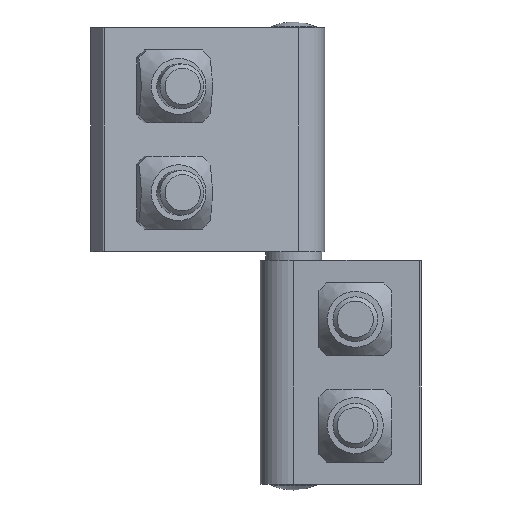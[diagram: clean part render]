
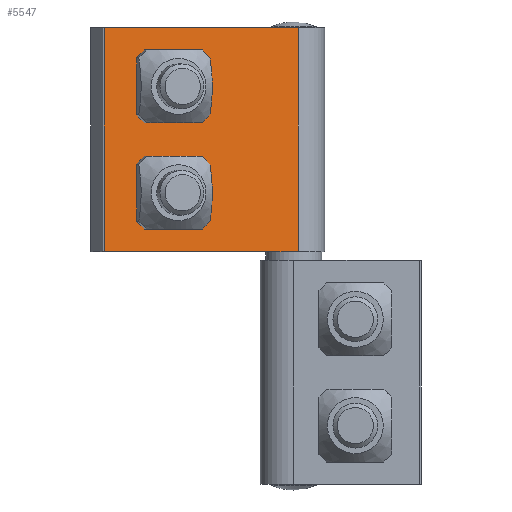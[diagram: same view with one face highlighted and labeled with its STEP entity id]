
A CAD part, front view. The second image highlights one B-rep face of the part: STEP entity #5547.
In plain terms, the highlighted face is planar.
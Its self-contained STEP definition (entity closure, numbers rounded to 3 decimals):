
#116=FACE_BOUND('',#856,.T.);
#117=FACE_BOUND('',#857,.T.);
#230=PLANE('',#6220);
#531=FACE_OUTER_BOUND('',#855,.T.);
#855=EDGE_LOOP('',(#4426,#4427,#4428,#4429));
#856=EDGE_LOOP('',(#4430));
#857=EDGE_LOOP('',(#4431));
#1255=LINE('',#9020,#1775);
#1292=LINE('',#9146,#1812);
#1293=LINE('',#9149,#1813);
#1294=LINE('',#9150,#1814);
#1775=VECTOR('',#7201,10.);
#1812=VECTOR('',#7336,10.);
#1813=VECTOR('',#7339,10.);
#1814=VECTOR('',#7340,10.);
#2192=CIRCLE('',#6151,4.25);
#2196=CIRCLE('',#6160,4.25);
#2557=VERTEX_POINT('',#8962);
#2565=VERTEX_POINT('',#8980);
#2577=VERTEX_POINT('',#9018);
#2578=VERTEX_POINT('',#9019);
#2618=VERTEX_POINT('',#9144);
#2619=VERTEX_POINT('',#9148);
#3170=EDGE_CURVE('',#2557,#2557,#2192,.T.);
#3179=EDGE_CURVE('',#2565,#2565,#2196,.T.);
#3198=EDGE_CURVE('',#2577,#2578,#1255,.T.);
#3262=EDGE_CURVE('',#2618,#2578,#1292,.T.);
#3263=EDGE_CURVE('',#2618,#2619,#1293,.T.);
#3264=EDGE_CURVE('',#2619,#2577,#1294,.T.);
#4426=ORIENTED_EDGE('',*,*,#3263,.T.);
#4427=ORIENTED_EDGE('',*,*,#3264,.T.);
#4428=ORIENTED_EDGE('',*,*,#3198,.T.);
#4429=ORIENTED_EDGE('',*,*,#3262,.F.);
#4430=ORIENTED_EDGE('',*,*,#3170,.T.);
#4431=ORIENTED_EDGE('',*,*,#3179,.T.);
#5547=ADVANCED_FACE('',(#531,#116,#117),#230,.T.);
#6151=AXIS2_PLACEMENT_3D('',#8964,#7146,#7147);
#6160=AXIS2_PLACEMENT_3D('',#8982,#7165,#7166);
#6220=AXIS2_PLACEMENT_3D('',#9147,#7337,#7338);
#7146=DIRECTION('center_axis',(0.,1.,0.));
#7147=DIRECTION('ref_axis',(1.,0.,0.));
#7165=DIRECTION('center_axis',(0.,1.,0.));
#7166=DIRECTION('ref_axis',(1.,0.,0.));
#7201=DIRECTION('',(1.,0.,0.));
#7336=DIRECTION('',(0.,0.,-1.));
#7337=DIRECTION('center_axis',(0.,-1.,0.));
#7338=DIRECTION('ref_axis',(0.,0.,-1.));
#7339=DIRECTION('',(-1.,0.,0.));
#7340=DIRECTION('',(0.,0.,-1.));
#8962=CARTESIAN_POINT('',(-4.25,-1.5,9.5));
#8964=CARTESIAN_POINT('Origin',(0.,-1.5,
9.5));
#8980=CARTESIAN_POINT('',(-4.25,-1.5,-9.5));
#8982=CARTESIAN_POINT('Origin',(0.,-1.5,
-9.5));
#9018=CARTESIAN_POINT('',(-24.,-1.5,-20.));
#9019=CARTESIAN_POINT('',(11.45,-1.5,-20.));
#9020=CARTESIAN_POINT('',(11.45,-1.5,-20.));
#9144=CARTESIAN_POINT('',(11.45,-1.5,20.));
#9146=CARTESIAN_POINT('',(11.45,-1.5,0.));
#9147=CARTESIAN_POINT('Origin',(11.45,-1.5,0.));
#9148=CARTESIAN_POINT('',(-24.,-1.5,20.));
#9149=CARTESIAN_POINT('',(-4.4,-1.5,20.));
#9150=CARTESIAN_POINT('',(-24.,-1.5,0.));
